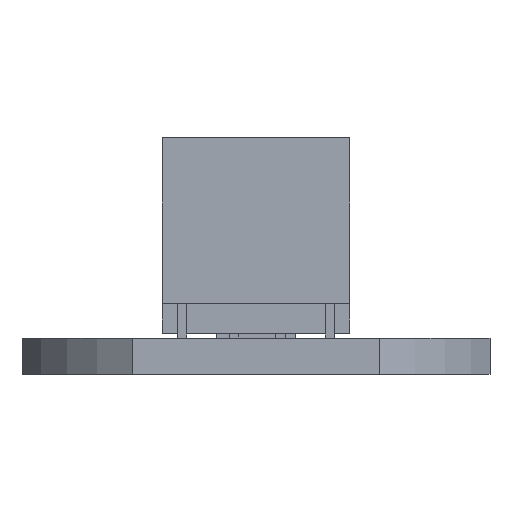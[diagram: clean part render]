
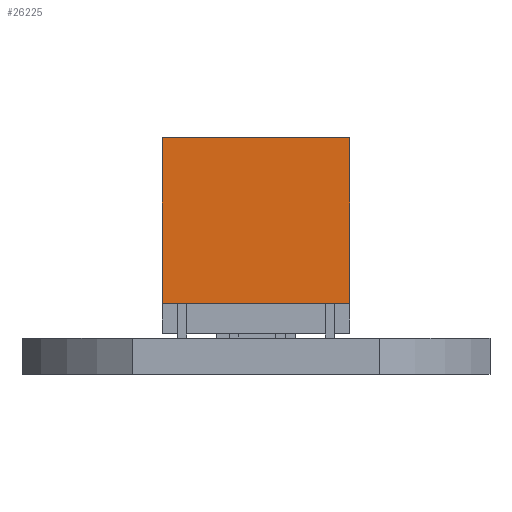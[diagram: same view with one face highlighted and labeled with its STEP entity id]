
A CAD part, front view. The second image highlights one B-rep face of the part: STEP entity #26225.
In plain terms, the highlighted planar face has unit normal (0, -1, 0).
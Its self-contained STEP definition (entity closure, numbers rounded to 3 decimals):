
#366 = PLANE ( 'NONE',  #12010 ) ;
#582 = VECTOR ( 'NONE', #21579, 1000. ) ;
#1481 = DIRECTION ( 'NONE',  ( 1., 0., 0. ) ) ;
#2055 = CARTESIAN_POINT ( 'NONE',  ( 2.03, -3.972, 14.565 ) ) ;
#2874 = LINE ( 'NONE', #18203, #4622 ) ;
#3032 = EDGE_CURVE ( 'NONE', #14470, #26453, #21291, .T. ) ;
#4622 = VECTOR ( 'NONE', #26965, 1000. ) ;
#4692 = DIRECTION ( 'NONE',  ( 0., 0., 1. ) ) ;
#6732 = EDGE_CURVE ( 'NONE', #14470, #14351, #2874, .T. ) ;
#6975 = ORIENTED_EDGE ( 'NONE', *, *, #24858, .F. ) ;
#7000 = CARTESIAN_POINT ( 'NONE',  ( -2.03, -3.972, 14.565 ) ) ;
#7786 = DIRECTION ( 'NONE',  ( -1., 0., 0. ) ) ;
#9090 = ORIENTED_EDGE ( 'NONE', *, *, #3032, .F. ) ;
#9396 = VERTEX_POINT ( 'NONE', #14745 ) ;
#9933 = CARTESIAN_POINT ( 'NONE',  ( -2.03, -3.972, 5.137 ) ) ;
#10654 = ORIENTED_EDGE ( 'NONE', *, *, #6732, .T. ) ;
#11480 = VECTOR ( 'NONE', #1481, 1000. ) ;
#12010 = AXIS2_PLACEMENT_3D ( 'NONE', #7000, #24747, #4692 ) ;
#12508 = EDGE_CURVE ( 'NONE', #26453, #9396, #26154, .T. ) ;
#12910 = CARTESIAN_POINT ( 'NONE',  ( 2.03, -3.972, 5.137 ) ) ;
#13854 = CARTESIAN_POINT ( 'NONE',  ( -2.03, -3.972, 1.537 ) ) ;
#14351 = VERTEX_POINT ( 'NONE', #13854 ) ;
#14470 = VERTEX_POINT ( 'NONE', #9933 ) ;
#14745 = CARTESIAN_POINT ( 'NONE',  ( 2.03, -3.972, 1.537 ) ) ;
#14928 = EDGE_LOOP ( 'NONE', ( #10654, #6975, #22928, #9090 ) ) ;
#18203 = CARTESIAN_POINT ( 'NONE',  ( -2.03, -3.972, 14.565 ) ) ;
#18625 = CARTESIAN_POINT ( 'NONE',  ( -2.03, -3.972, 1.537 ) ) ;
#20580 = FACE_OUTER_BOUND ( 'NONE', #14928, .T. ) ;
#21291 = LINE ( 'NONE', #23733, #11480 ) ;
#21579 = DIRECTION ( 'NONE',  ( 0., 0., -1. ) ) ;
#22928 = ORIENTED_EDGE ( 'NONE', *, *, #12508, .F. ) ;
#23733 = CARTESIAN_POINT ( 'NONE',  ( -2.03, -3.972, 5.137 ) ) ;
#24747 = DIRECTION ( 'NONE',  ( 0., 1., 0. ) ) ;
#24821 = VECTOR ( 'NONE', #7786, 1000. ) ;
#24858 = EDGE_CURVE ( 'NONE', #9396, #14351, #27535, .T. ) ;
#26154 = LINE ( 'NONE', #2055, #582 ) ;
#26225 = ADVANCED_FACE ( 'NONE', ( #20580 ), #366, .F. ) ;
#26453 = VERTEX_POINT ( 'NONE', #12910 ) ;
#26965 = DIRECTION ( 'NONE',  ( 0., 0., -1. ) ) ;
#27535 = LINE ( 'NONE', #18625, #24821 ) ;
